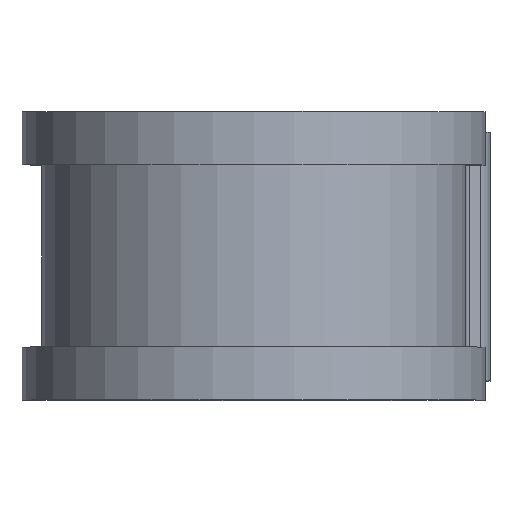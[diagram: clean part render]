
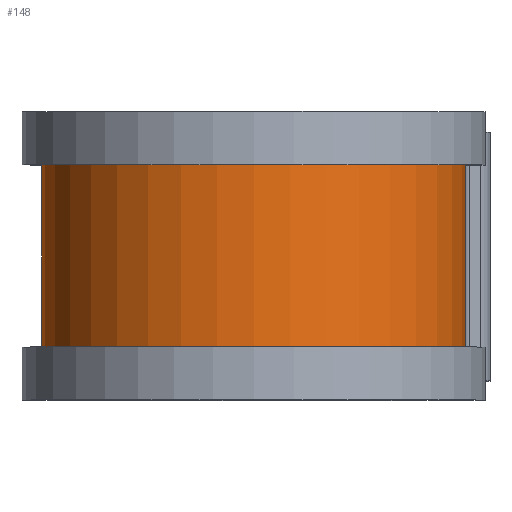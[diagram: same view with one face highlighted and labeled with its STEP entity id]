
A CAD part, top view. The second image highlights one B-rep face of the part: STEP entity #148.
In plain terms, the highlighted cylindrical face has radius 16.231 mm (diameter 32.461 mm), a partial arc.
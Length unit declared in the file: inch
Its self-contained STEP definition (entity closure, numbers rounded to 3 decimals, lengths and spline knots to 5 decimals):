
#37 = DIRECTION ( 'NONE',  ( 0., -1., 0. ) ) ;
#101 = DIRECTION ( 'NONE',  ( 0., -1., 0. ) ) ;
#104 = DIRECTION ( 'NONE',  ( 0., 0., -1. ) ) ;
#108 = DIRECTION ( 'NONE',  ( 0., 0., -1. ) ) ;
#148 = ADVANCED_FACE ( 'NONE', ( #294 ), #291, .T. ) ;
#164 = CARTESIAN_POINT ( 'NONE',  ( 0., 0.275, 0. ) ) ;
#291 = CYLINDRICAL_SURFACE ( 'NONE', #371, 0.639 ) ;
#294 = FACE_OUTER_BOUND ( 'NONE', #1752, .T. ) ;
#345 = CARTESIAN_POINT ( 'NONE',  ( 0.639, 0.275, 0. ) ) ;
#349 = VECTOR ( 'NONE', #978, 39.37008 ) ;
#371 = AXIS2_PLACEMENT_3D ( 'NONE', #1742, #101, #108 ) ;
#393 = EDGE_CURVE ( 'NONE', #1461, #705, #1685, .T. ) ;
#416 = AXIS2_PLACEMENT_3D ( 'NONE', #164, #37, #104 ) ;
#453 = ORIENTED_EDGE ( 'NONE', *, *, #1664, .F. ) ;
#570 = DIRECTION ( 'NONE',  ( 0., -1., 0. ) ) ;
#574 = CARTESIAN_POINT ( 'NONE',  ( 0.639, 0.375, 0. ) ) ;
#673 = DIRECTION ( 'NONE',  ( 0., -1., 0. ) ) ;
#705 = VERTEX_POINT ( 'NONE', #907 ) ;
#706 = CIRCLE ( 'NONE', #1248, 0.639 ) ;
#756 = VERTEX_POINT ( 'NONE', #1143 ) ;
#762 = ORIENTED_EDGE ( 'NONE', *, *, #393, .F. ) ;
#816 = CARTESIAN_POINT ( 'NONE',  ( 0., 0.375, -0.639 ) ) ;
#857 = CARTESIAN_POINT ( 'NONE',  ( 0., -0.275, -0.639 ) ) ;
#887 = ORIENTED_EDGE ( 'NONE', *, *, #1512, .T. ) ;
#907 = CARTESIAN_POINT ( 'NONE',  ( 0.639, -0.275, 0. ) ) ;
#927 = VERTEX_POINT ( 'NONE', #857 ) ;
#978 = DIRECTION ( 'NONE',  ( 0., -1., 0. ) ) ;
#1128 = EDGE_CURVE ( 'NONE', #1461, #756, #1741, .T. ) ;
#1143 = CARTESIAN_POINT ( 'NONE',  ( 0., 0.275, -0.639 ) ) ;
#1248 = AXIS2_PLACEMENT_3D ( 'NONE', #1492, #673, #1633 ) ;
#1354 = VECTOR ( 'NONE', #570, 39.37008 ) ;
#1415 = LINE ( 'NONE', #816, #349 ) ;
#1461 = VERTEX_POINT ( 'NONE', #345 ) ;
#1492 = CARTESIAN_POINT ( 'NONE',  ( 0., -0.275, 0. ) ) ;
#1512 = EDGE_CURVE ( 'NONE', #756, #927, #1415, .T. ) ;
#1633 = DIRECTION ( 'NONE',  ( 0., 0., -1. ) ) ;
#1664 = EDGE_CURVE ( 'NONE', #705, #927, #706, .T. ) ;
#1685 = LINE ( 'NONE', #574, #1354 ) ;
#1741 = CIRCLE ( 'NONE', #416, 0.639 ) ;
#1742 = CARTESIAN_POINT ( 'NONE',  ( 0., 0.375, 0. ) ) ;
#1749 = ORIENTED_EDGE ( 'NONE', *, *, #1128, .T. ) ;
#1752 = EDGE_LOOP ( 'NONE', ( #762, #1749, #887, #453 ) ) ;
